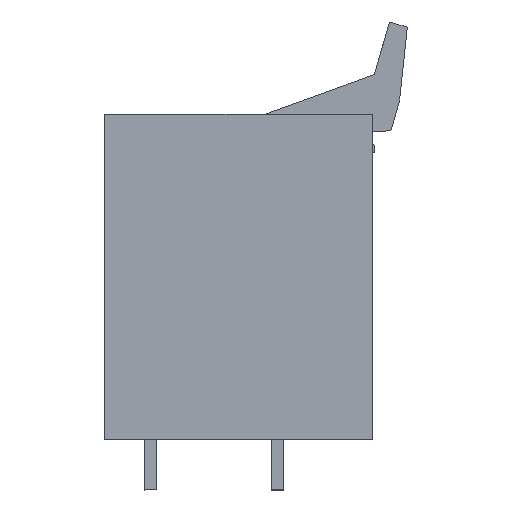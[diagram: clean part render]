
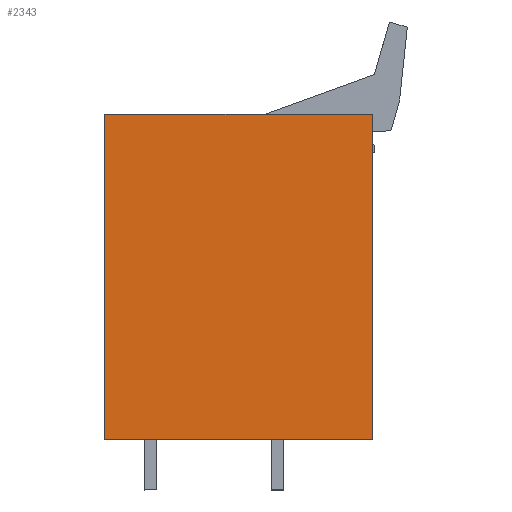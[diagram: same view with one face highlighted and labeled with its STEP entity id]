
A CAD part, left-side view. The second image highlights one B-rep face of the part: STEP entity #2343.
In plain terms, the highlighted planar face has unit normal (-1, 0, 0).
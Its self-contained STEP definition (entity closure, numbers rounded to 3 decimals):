
#2323=AXIS2_PLACEMENT_3D('Plane Axis2P3D',#2320,#2321,#2322) ;
#593=CARTESIAN_POINT('Vertex',(0.,3.452,5.)) ;
#596=CARTESIAN_POINT('Line Origine',(0.,16.677,5.)) ;
#600=CARTESIAN_POINT('Vertex',(0.,29.902,5.)) ;
#1138=CARTESIAN_POINT('Vertex',(0.,3.452,37.13)) ;
#1141=CARTESIAN_POINT('Line Origine',(0.,3.452,21.065)) ;
#2320=CARTESIAN_POINT('Axis2P3D Location',(0.,29.902,0.)) ;
#2325=CARTESIAN_POINT('Line Origine',(0.,16.677,37.13)) ;
#2329=CARTESIAN_POINT('Vertex',(0.,29.902,37.13)) ;
#2332=CARTESIAN_POINT('Line Origine',(0.,29.902,21.065)) ;
#597=DIRECTION('Vector Direction',(0.,-1.,0.)) ;
#1142=DIRECTION('Vector Direction',(0.,0.,1.)) ;
#2321=DIRECTION('Axis2P3D Direction',(-1.,0.,0.)) ;
#2322=DIRECTION('Axis2P3D XDirection',(0.,-1.,0.)) ;
#2326=DIRECTION('Vector Direction',(0.,-1.,0.)) ;
#2333=DIRECTION('Vector Direction',(0.,0.,1.)) ;
#598=VECTOR('Line Direction',#597,1.) ;
#1143=VECTOR('Line Direction',#1142,1.) ;
#2327=VECTOR('Line Direction',#2326,1.) ;
#2334=VECTOR('Line Direction',#2333,1.) ;
#2338=ORIENTED_EDGE('',*,*,#1145,.F.) ;
#2339=ORIENTED_EDGE('',*,*,#2331,.F.) ;
#2340=ORIENTED_EDGE('',*,*,#2336,.F.) ;
#2341=ORIENTED_EDGE('',*,*,#602,.F.) ;
#2343=ADVANCED_FACE('HOUSING',(#2342),#2324,.T.) ;
#602=EDGE_CURVE('',#594,#601,#599,.F.) ;
#1145=EDGE_CURVE('',#1139,#594,#1144,.F.) ;
#2331=EDGE_CURVE('',#2330,#1139,#2328,.T.) ;
#2336=EDGE_CURVE('',#601,#2330,#2335,.T.) ;
#2337=EDGE_LOOP('',(#2338,#2339,#2340,#2341)) ;
#2342=FACE_OUTER_BOUND('',#2337,.T.) ;
#599=LINE('Line',#596,#598) ;
#1144=LINE('Line',#1141,#1143) ;
#2328=LINE('Line',#2325,#2327) ;
#2335=LINE('Line',#2332,#2334) ;
#2324=PLANE('',#2323) ;
#594=VERTEX_POINT('',#593) ;
#601=VERTEX_POINT('',#600) ;
#1139=VERTEX_POINT('',#1138) ;
#2330=VERTEX_POINT('',#2329) ;
